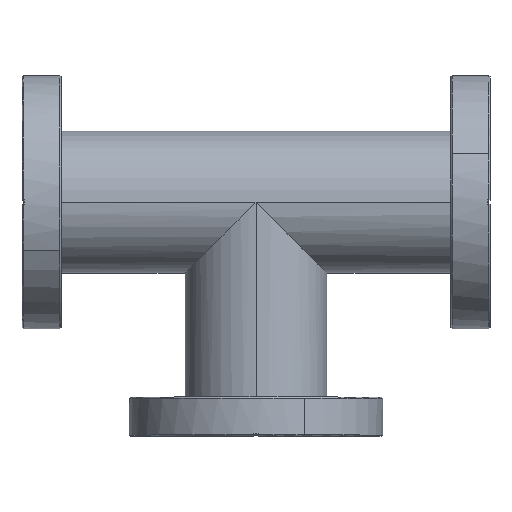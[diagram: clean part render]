
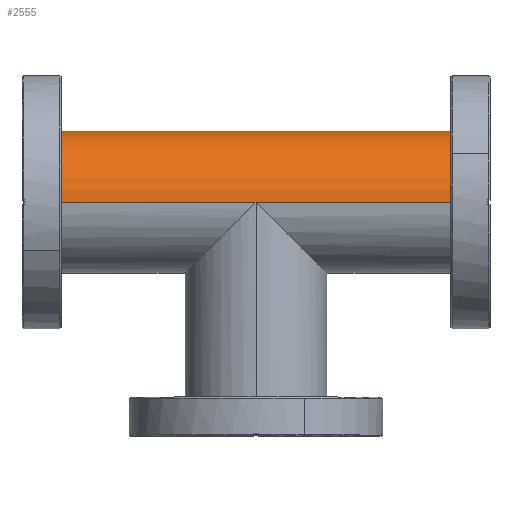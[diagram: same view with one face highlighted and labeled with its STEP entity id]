
A CAD part, top view. The second image highlights one B-rep face of the part: STEP entity #2555.
In plain terms, the highlighted cylindrical face has radius 31.75 mm (diameter 63.5 mm), a partial arc.
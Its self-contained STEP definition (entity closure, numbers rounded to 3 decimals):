
#52 = VECTOR ( 'NONE', #2010, 1000. ) ;
#58 = FACE_OUTER_BOUND ( 'NONE', #283, .T. ) ;
#119 = CARTESIAN_POINT ( 'NONE',  ( 95.3, 0., -31.75 ) ) ;
#132 = LINE ( 'NONE', #963, #2028 ) ;
#206 = LINE ( 'NONE', #119, #52 ) ;
#210 = CARTESIAN_POINT ( 'NONE',  ( 95.3, 0., -31.75 ) ) ;
#215 = VECTOR ( 'NONE', #929, 1000. ) ;
#228 = CIRCLE ( 'NONE', #2560, 31.75 ) ;
#255 = EDGE_CURVE ( 'NONE', #264, #1476, #228, .T. ) ;
#258 = DIRECTION ( 'NONE',  ( 1., 0., 0. ) ) ;
#264 = VERTEX_POINT ( 'NONE', #210 ) ;
#283 = EDGE_LOOP ( 'NONE', ( #1709, #969, #2351, #2455, #2060, #2403 ) ) ;
#342 = VECTOR ( 'NONE', #2465, 1000. ) ;
#418 = LINE ( 'NONE', #2227, #342 ) ;
#474 = AXIS2_PLACEMENT_3D ( 'NONE', #1675, #258, #1915 ) ;
#663 = DIRECTION ( 'NONE',  ( 1., 0., 0. ) ) ;
#697 = CARTESIAN_POINT ( 'NONE',  ( 95.3, 0., 31.75 ) ) ;
#761 = EDGE_CURVE ( 'NONE', #264, #2919, #206, .T. ) ;
#890 = LINE ( 'NONE', #697, #215 ) ;
#896 = VERTEX_POINT ( 'NONE', #2584 ) ;
#929 = DIRECTION ( 'NONE',  ( -1., 0., 0. ) ) ;
#963 = CARTESIAN_POINT ( 'NONE',  ( 95.3, 0., 31.75 ) ) ;
#969 = ORIENTED_EDGE ( 'NONE', *, *, #761, .T. ) ;
#1063 = CARTESIAN_POINT ( 'NONE',  ( 95.3, 0., 31.75 ) ) ;
#1333 = CARTESIAN_POINT ( 'NONE',  ( 95.3, 0., 0. ) ) ;
#1340 = AXIS2_PLACEMENT_3D ( 'NONE', #1333, #1578, #2770 ) ;
#1476 = VERTEX_POINT ( 'NONE', #1063 ) ;
#1578 = DIRECTION ( 'NONE',  ( -1., 0., 0. ) ) ;
#1672 = EDGE_CURVE ( 'NONE', #2919, #2851, #418, .T. ) ;
#1675 = CARTESIAN_POINT ( 'NONE',  ( -95.3, 0., 0. ) ) ;
#1709 = ORIENTED_EDGE ( 'NONE', *, *, #255, .F. ) ;
#1713 = CARTESIAN_POINT ( 'NONE',  ( 0., 0., -31.75 ) ) ;
#1882 = CYLINDRICAL_SURFACE ( 'NONE', #1340, 31.75 ) ;
#1915 = DIRECTION ( 'NONE',  ( 0., 0., -1. ) ) ;
#1996 = EDGE_CURVE ( 'NONE', #896, #2879, #890, .T. ) ;
#2010 = DIRECTION ( 'NONE',  ( -1., 0., 0. ) ) ;
#2024 = EDGE_CURVE ( 'NONE', #2851, #2879, #2660, .T. ) ;
#2028 = VECTOR ( 'NONE', #2657, 1000. ) ;
#2060 = ORIENTED_EDGE ( 'NONE', *, *, #1996, .F. ) ;
#2106 = EDGE_CURVE ( 'NONE', #1476, #896, #132, .T. ) ;
#2111 = CARTESIAN_POINT ( 'NONE',  ( 95.3, 0., 0. ) ) ;
#2227 = CARTESIAN_POINT ( 'NONE',  ( 95.3, 0., -31.75 ) ) ;
#2349 = DIRECTION ( 'NONE',  ( 0., 0., -1. ) ) ;
#2351 = ORIENTED_EDGE ( 'NONE', *, *, #1672, .T. ) ;
#2403 = ORIENTED_EDGE ( 'NONE', *, *, #2106, .F. ) ;
#2421 = CARTESIAN_POINT ( 'NONE',  ( -95.3, 0., 31.75 ) ) ;
#2455 = ORIENTED_EDGE ( 'NONE', *, *, #2024, .T. ) ;
#2465 = DIRECTION ( 'NONE',  ( -1., 0., 0. ) ) ;
#2555 = ADVANCED_FACE ( 'NONE', ( #58 ), #1882, .T. ) ;
#2560 = AXIS2_PLACEMENT_3D ( 'NONE', #2111, #663, #2349 ) ;
#2584 = CARTESIAN_POINT ( 'NONE',  ( 0., 0., 31.75 ) ) ;
#2649 = CARTESIAN_POINT ( 'NONE',  ( -95.3, 0., -31.75 ) ) ;
#2657 = DIRECTION ( 'NONE',  ( -1., 0., 0. ) ) ;
#2660 = CIRCLE ( 'NONE', #474, 31.75 ) ;
#2770 = DIRECTION ( 'NONE',  ( 0., 0., 1. ) ) ;
#2851 = VERTEX_POINT ( 'NONE', #2649 ) ;
#2879 = VERTEX_POINT ( 'NONE', #2421 ) ;
#2919 = VERTEX_POINT ( 'NONE', #1713 ) ;
